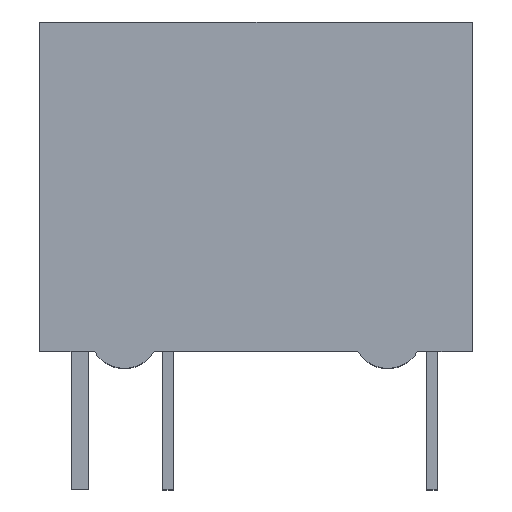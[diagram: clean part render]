
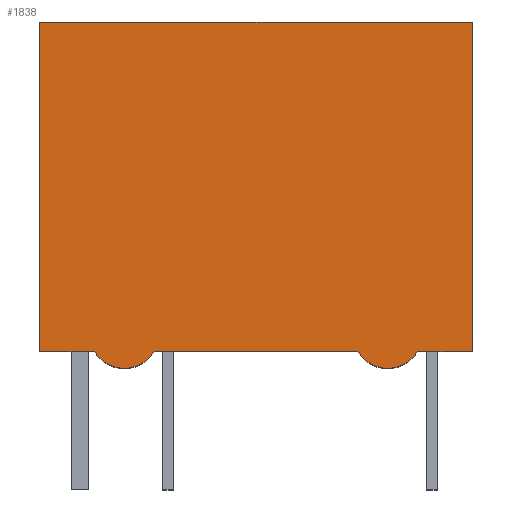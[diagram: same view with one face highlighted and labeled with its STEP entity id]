
A CAD part, top view. The second image highlights one B-rep face of the part: STEP entity #1838.
In plain terms, the highlighted planar face has unit normal (0, 0, 1).
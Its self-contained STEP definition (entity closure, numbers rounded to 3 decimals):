
#46 = ORIENTED_EDGE ( 'NONE', *, *, #1709, .T. ) ;
#60 = ORIENTED_EDGE ( 'NONE', *, *, #1338, .F. ) ;
#96 = DIRECTION ( 'NONE',  ( 1., 0., 0. ) ) ;
#106 = VERTEX_POINT ( 'NONE', #630 ) ;
#173 = VECTOR ( 'NONE', #835, 1000. ) ;
#197 = DIRECTION ( 'NONE',  ( 1., 0., 0. ) ) ;
#210 = CARTESIAN_POINT ( 'NONE',  ( 1.38, 1., 1.21 ) ) ;
#213 = ORIENTED_EDGE ( 'NONE', *, *, #479, .T. ) ;
#271 = CARTESIAN_POINT ( 'NONE',  ( 9.846, 0.5, 1.21 ) ) ;
#281 = VERTEX_POINT ( 'NONE', #951 ) ;
#283 = EDGE_LOOP ( 'NONE', ( #213, #46, #679, #335, #60, #373, #1896, #994 ) ) ;
#303 = VECTOR ( 'NONE', #1750, 1000. ) ;
#335 = ORIENTED_EDGE ( 'NONE', *, *, #1250, .T. ) ;
#337 = CARTESIAN_POINT ( 'NONE',  ( 2.246, 0.5, 1.21 ) ) ;
#362 = DIRECTION ( 'NONE',  ( 1., 0., 0. ) ) ;
#373 = ORIENTED_EDGE ( 'NONE', *, *, #477, .F. ) ;
#377 = CARTESIAN_POINT ( 'NONE',  ( -1.07, 0.5, 1.21 ) ) ;
#418 = VERTEX_POINT ( 'NONE', #271 ) ;
#419 = VERTEX_POINT ( 'NONE', #690 ) ;
#477 = EDGE_CURVE ( 'NONE', #556, #106, #1133, .T. ) ;
#479 = EDGE_CURVE ( 'NONE', #281, #1368, #533, .T. ) ;
#506 = VECTOR ( 'NONE', #96, 1000. ) ;
#533 = CIRCLE ( 'NONE', #1591, 1. ) ;
#550 = VERTEX_POINT ( 'NONE', #589 ) ;
#556 = VERTEX_POINT ( 'NONE', #1366 ) ;
#589 = CARTESIAN_POINT ( 'NONE',  ( 8.114, 0.5, 1.21 ) ) ;
#630 = CARTESIAN_POINT ( 'NONE',  ( 11.43, 10., 1.21 ) ) ;
#645 = CIRCLE ( 'NONE', #851, 1. ) ;
#651 = DIRECTION ( 'NONE',  ( 0., 0., 1. ) ) ;
#652 = VERTEX_POINT ( 'NONE', #1739 ) ;
#679 = ORIENTED_EDGE ( 'NONE', *, *, #832, .T. ) ;
#690 = CARTESIAN_POINT ( 'NONE',  ( 11.43, 0.5, 1.21 ) ) ;
#755 = CARTESIAN_POINT ( 'NONE',  ( -1.07, 0.5, 1.21 ) ) ;
#784 = EDGE_CURVE ( 'NONE', #652, #281, #1847, .T. ) ;
#832 = EDGE_CURVE ( 'NONE', #550, #418, #645, .T. ) ;
#835 = DIRECTION ( 'NONE',  ( 1., 0., 0. ) ) ;
#848 = LINE ( 'NONE', #1184, #1529 ) ;
#851 = AXIS2_PLACEMENT_3D ( 'NONE', #1552, #1792, #1081 ) ;
#871 = LINE ( 'NONE', #755, #303 ) ;
#915 = VECTOR ( 'NONE', #1626, 1000. ) ;
#951 = CARTESIAN_POINT ( 'NONE',  ( 0.514, 0.5, 1.21 ) ) ;
#994 = ORIENTED_EDGE ( 'NONE', *, *, #784, .T. ) ;
#1081 = DIRECTION ( 'NONE',  ( -1., 0., 0. ) ) ;
#1122 = PLANE ( 'NONE',  #1132 ) ;
#1132 = AXIS2_PLACEMENT_3D ( 'NONE', #1140, #1165, #1873 ) ;
#1133 = LINE ( 'NONE', #1163, #506 ) ;
#1140 = CARTESIAN_POINT ( 'NONE',  ( -1.07, 10., 1.21 ) ) ;
#1163 = CARTESIAN_POINT ( 'NONE',  ( -1.07, 10., 1.21 ) ) ;
#1165 = DIRECTION ( 'NONE',  ( 0., 0., -1. ) ) ;
#1184 = CARTESIAN_POINT ( 'NONE',  ( 11.43, 10., 1.21 ) ) ;
#1230 = CARTESIAN_POINT ( 'NONE',  ( -1.07, 0.5, 1.21 ) ) ;
#1250 = EDGE_CURVE ( 'NONE', #418, #419, #1433, .T. ) ;
#1264 = VECTOR ( 'NONE', #362, 1000. ) ;
#1327 = CARTESIAN_POINT ( 'NONE',  ( -1.07, 10., 1.21 ) ) ;
#1338 = EDGE_CURVE ( 'NONE', #106, #419, #848, .T. ) ;
#1366 = CARTESIAN_POINT ( 'NONE',  ( -1.07, 10., 1.21 ) ) ;
#1368 = VERTEX_POINT ( 'NONE', #337 ) ;
#1433 = LINE ( 'NONE', #1230, #173 ) ;
#1448 = EDGE_CURVE ( 'NONE', #556, #652, #1503, .T. ) ;
#1475 = DIRECTION ( 'NONE',  ( 0., -1., 0. ) ) ;
#1493 = FACE_OUTER_BOUND ( 'NONE', #283, .T. ) ;
#1503 = LINE ( 'NONE', #1327, #915 ) ;
#1529 = VECTOR ( 'NONE', #1475, 1000. ) ;
#1552 = CARTESIAN_POINT ( 'NONE',  ( 8.98, 1., 1.21 ) ) ;
#1591 = AXIS2_PLACEMENT_3D ( 'NONE', #210, #651, #197 ) ;
#1626 = DIRECTION ( 'NONE',  ( 0., -1., 0. ) ) ;
#1709 = EDGE_CURVE ( 'NONE', #1368, #550, #871, .T. ) ;
#1739 = CARTESIAN_POINT ( 'NONE',  ( -1.07, 0.5, 1.21 ) ) ;
#1750 = DIRECTION ( 'NONE',  ( 1., 0., 0. ) ) ;
#1792 = DIRECTION ( 'NONE',  ( 0., 0., 1. ) ) ;
#1838 = ADVANCED_FACE ( 'NONE', ( #1493 ), #1122, .F. ) ;
#1847 = LINE ( 'NONE', #377, #1264 ) ;
#1873 = DIRECTION ( 'NONE',  ( 0., -1., 0. ) ) ;
#1896 = ORIENTED_EDGE ( 'NONE', *, *, #1448, .T. ) ;
